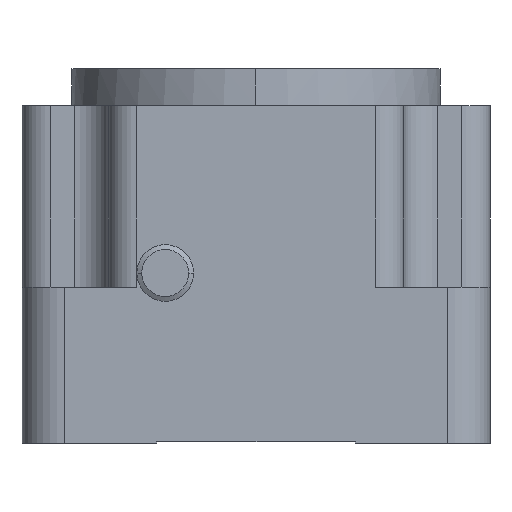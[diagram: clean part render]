
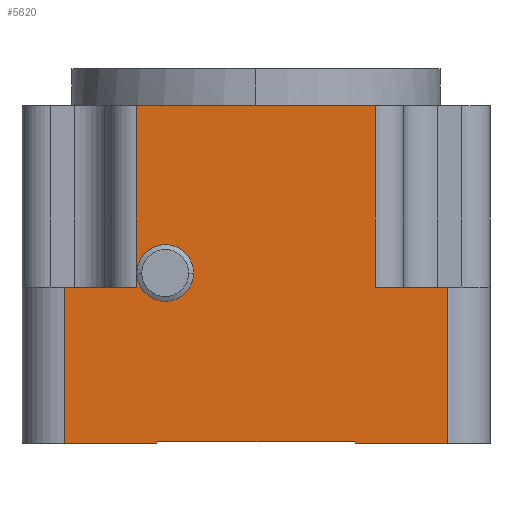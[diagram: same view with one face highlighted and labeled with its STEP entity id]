
A CAD part, left-side view. The second image highlights one B-rep face of the part: STEP entity #5620.
In plain terms, the highlighted planar face has unit normal (-1, 0, 0).
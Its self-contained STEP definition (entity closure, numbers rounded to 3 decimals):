
#32 = VERTEX_POINT ( 'NONE', #8502 ) ;
#226 = DIRECTION ( 'NONE',  ( 0., 1., 0. ) ) ;
#315 = DIRECTION ( 'NONE',  ( -1., 0., 0. ) ) ;
#345 = CARTESIAN_POINT ( 'NONE',  ( -82.5, 82.5, 119. ) ) ;
#390 = VERTEX_POINT ( 'NONE', #2195 ) ;
#519 = CARTESIAN_POINT ( 'NONE',  ( -82.5, -67.5, 0. ) ) ;
#576 = VECTOR ( 'NONE', #8322, 1000. ) ;
#666 = EDGE_CURVE ( 'NONE', #3719, #8083, #5158, .T. ) ;
#857 = LINE ( 'NONE', #8278, #576 ) ;
#879 = FACE_OUTER_BOUND ( 'NONE', #4721, .T. ) ;
#924 = FACE_BOUND ( 'NONE', #4675, .T. ) ;
#1053 = CARTESIAN_POINT ( 'NONE',  ( -82.5, 67.5, 55. ) ) ;
#1080 = ORIENTED_EDGE ( 'NONE', *, *, #1208, .T. ) ;
#1130 = EDGE_CURVE ( 'NONE', #7122, #6819, #7809, .T. ) ;
#1193 = CARTESIAN_POINT ( 'NONE',  ( -82.5, -67.5, 119. ) ) ;
#1208 = EDGE_CURVE ( 'NONE', #5927, #3533, #4975, .T. ) ;
#1280 = EDGE_CURVE ( 'NONE', #3533, #390, #5627, .T. ) ;
#1314 = CIRCLE ( 'NONE', #6879, 10. ) ;
#1368 = LINE ( 'NONE', #4410, #8001 ) ;
#1381 = LINE ( 'NONE', #5166, #3609 ) ;
#1398 = VERTEX_POINT ( 'NONE', #519 ) ;
#1456 = VERTEX_POINT ( 'NONE', #2618 ) ;
#1522 = CARTESIAN_POINT ( 'NONE',  ( -82.5, 42.298, 55. ) ) ;
#1555 = VECTOR ( 'NONE', #3489, 1000. ) ;
#1670 = DIRECTION ( 'NONE',  ( 0., 0., 1. ) ) ;
#1769 = CARTESIAN_POINT ( 'NONE',  ( -82.5, -35., 0. ) ) ;
#1785 = ORIENTED_EDGE ( 'NONE', *, *, #8210, .F. ) ;
#1972 = CARTESIAN_POINT ( 'NONE',  ( -82.5, -42., 119. ) ) ;
#2083 = VECTOR ( 'NONE', #6383, 1000. ) ;
#2117 = ORIENTED_EDGE ( 'NONE', *, *, #3157, .T. ) ;
#2176 = EDGE_CURVE ( 'NONE', #1456, #3023, #1381, .T. ) ;
#2195 = CARTESIAN_POINT ( 'NONE',  ( -82.5, 35., 0.5 ) ) ;
#2201 = LINE ( 'NONE', #4820, #3744 ) ;
#2427 = CARTESIAN_POINT ( 'NONE',  ( -82.5, 82.5, 119. ) ) ;
#2503 = VECTOR ( 'NONE', #9244, 1000. ) ;
#2612 = EDGE_CURVE ( 'NONE', #3436, #3023, #2993, .T. ) ;
#2618 = CARTESIAN_POINT ( 'NONE',  ( -82.5, 42.298, 119. ) ) ;
#2969 = ORIENTED_EDGE ( 'NONE', *, *, #1280, .T. ) ;
#2993 = LINE ( 'NONE', #6021, #7487 ) ;
#3023 = VERTEX_POINT ( 'NONE', #1522 ) ;
#3157 = EDGE_CURVE ( 'NONE', #7122, #8337, #6253, .T. ) ;
#3393 = DIRECTION ( 'NONE',  ( 0., 0., 1. ) ) ;
#3436 = VERTEX_POINT ( 'NONE', #1053 ) ;
#3489 = DIRECTION ( 'NONE',  ( 0., -1., 0. ) ) ;
#3533 = VERTEX_POINT ( 'NONE', #8916 ) ;
#3609 = VECTOR ( 'NONE', #5124, 1000. ) ;
#3719 = VERTEX_POINT ( 'NONE', #3893 ) ;
#3744 = VECTOR ( 'NONE', #8446, 1000. ) ;
#3779 = EDGE_CURVE ( 'NONE', #1398, #6819, #8748, .T. ) ;
#3831 = EDGE_CURVE ( 'NONE', #1456, #8337, #5582, .T. ) ;
#3893 = CARTESIAN_POINT ( 'NONE',  ( -82.5, -35., 0.5 ) ) ;
#3977 = PLANE ( 'NONE',  #7792 ) ;
#4410 = CARTESIAN_POINT ( 'NONE',  ( -82.5, 82.5, 0.5 ) ) ;
#4414 = CARTESIAN_POINT ( 'NONE',  ( -82.5, -35., 119. ) ) ;
#4557 = EDGE_CURVE ( 'NONE', #3436, #5927, #857, .T. ) ;
#4604 = VECTOR ( 'NONE', #7448, 1000. ) ;
#4675 = EDGE_LOOP ( 'NONE', ( #5518, #7833 ) ) ;
#4721 = EDGE_LOOP ( 'NONE', ( #1080, #2969, #1785, #7350, #5384, #7807, #6609, #2117, #9068, #7937, #7450, #7388 ) ) ;
#4820 = CARTESIAN_POINT ( 'NONE',  ( -82.5, 82.5, 0. ) ) ;
#4863 = DIRECTION ( 'NONE',  ( -1., 0., 0. ) ) ;
#4936 = CIRCLE ( 'NONE', #8910, 10. ) ;
#4975 = LINE ( 'NONE', #5779, #1555 ) ;
#5068 = CARTESIAN_POINT ( 'NONE',  ( -82.5, 32., 60. ) ) ;
#5124 = DIRECTION ( 'NONE',  ( 0., 0., -1. ) ) ;
#5158 = LINE ( 'NONE', #4414, #4604 ) ;
#5166 = CARTESIAN_POINT ( 'NONE',  ( -82.5, 42.298, 55. ) ) ;
#5272 = DIRECTION ( 'NONE',  ( 0., -1., 0. ) ) ;
#5384 = ORIENTED_EDGE ( 'NONE', *, *, #6753, .T. ) ;
#5455 = CARTESIAN_POINT ( 'NONE',  ( -82.5, -42., 55. ) ) ;
#5518 = ORIENTED_EDGE ( 'NONE', *, *, #5706, .F. ) ;
#5524 = CARTESIAN_POINT ( 'NONE',  ( -82.5, -67.5, 55. ) ) ;
#5536 = VERTEX_POINT ( 'NONE', #6173 ) ;
#5582 = LINE ( 'NONE', #345, #2083 ) ;
#5620 = ADVANCED_FACE ( 'NONE', ( #924, #879 ), #3977, .F. ) ;
#5627 = LINE ( 'NONE', #7907, #7775 ) ;
#5706 = EDGE_CURVE ( 'NONE', #5536, #32, #4936, .T. ) ;
#5779 = CARTESIAN_POINT ( 'NONE',  ( -82.5, 82.5, 0. ) ) ;
#5927 = VERTEX_POINT ( 'NONE', #8705 ) ;
#6021 = CARTESIAN_POINT ( 'NONE',  ( -82.5, 82.5, 55. ) ) ;
#6173 = CARTESIAN_POINT ( 'NONE',  ( -82.5, 22., 60. ) ) ;
#6206 = DIRECTION ( 'NONE',  ( 0., 1., 0. ) ) ;
#6253 = LINE ( 'NONE', #5455, #7040 ) ;
#6266 = DIRECTION ( 'NONE',  ( 1., 0., 0. ) ) ;
#6383 = DIRECTION ( 'NONE',  ( 0., -1., 0. ) ) ;
#6609 = ORIENTED_EDGE ( 'NONE', *, *, #1130, .F. ) ;
#6753 = EDGE_CURVE ( 'NONE', #8083, #1398, #2201, .T. ) ;
#6819 = VERTEX_POINT ( 'NONE', #5524 ) ;
#6879 = AXIS2_PLACEMENT_3D ( 'NONE', #8571, #315, #6206 ) ;
#7040 = VECTOR ( 'NONE', #1670, 1000. ) ;
#7122 = VERTEX_POINT ( 'NONE', #7554 ) ;
#7303 = DIRECTION ( 'NONE',  ( 0., 1., 0. ) ) ;
#7350 = ORIENTED_EDGE ( 'NONE', *, *, #666, .T. ) ;
#7388 = ORIENTED_EDGE ( 'NONE', *, *, #4557, .T. ) ;
#7448 = DIRECTION ( 'NONE',  ( 0., 0., -1. ) ) ;
#7450 = ORIENTED_EDGE ( 'NONE', *, *, #2612, .F. ) ;
#7487 = VECTOR ( 'NONE', #5272, 1000. ) ;
#7554 = CARTESIAN_POINT ( 'NONE',  ( -82.5, -42., 55. ) ) ;
#7627 = CARTESIAN_POINT ( 'NONE',  ( -82.5, 82.5, 55. ) ) ;
#7775 = VECTOR ( 'NONE', #8640, 1000. ) ;
#7792 = AXIS2_PLACEMENT_3D ( 'NONE', #2427, #6266, #226 ) ;
#7807 = ORIENTED_EDGE ( 'NONE', *, *, #3779, .T. ) ;
#7809 = LINE ( 'NONE', #7627, #2503 ) ;
#7833 = ORIENTED_EDGE ( 'NONE', *, *, #8709, .F. ) ;
#7907 = CARTESIAN_POINT ( 'NONE',  ( -82.5, 35., 119. ) ) ;
#7937 = ORIENTED_EDGE ( 'NONE', *, *, #2176, .T. ) ;
#8001 = VECTOR ( 'NONE', #8077, 1000. ) ;
#8077 = DIRECTION ( 'NONE',  ( 0., 1., 0. ) ) ;
#8083 = VERTEX_POINT ( 'NONE', #1769 ) ;
#8210 = EDGE_CURVE ( 'NONE', #3719, #390, #1368, .T. ) ;
#8278 = CARTESIAN_POINT ( 'NONE',  ( -82.5, 67.5, 119. ) ) ;
#8322 = DIRECTION ( 'NONE',  ( 0., 0., -1. ) ) ;
#8337 = VERTEX_POINT ( 'NONE', #1972 ) ;
#8446 = DIRECTION ( 'NONE',  ( 0., -1., 0. ) ) ;
#8502 = CARTESIAN_POINT ( 'NONE',  ( -82.5, 42., 60. ) ) ;
#8571 = CARTESIAN_POINT ( 'NONE',  ( -82.5, 32., 60. ) ) ;
#8640 = DIRECTION ( 'NONE',  ( 0., 0., 1. ) ) ;
#8705 = CARTESIAN_POINT ( 'NONE',  ( -82.5, 67.5, 0. ) ) ;
#8709 = EDGE_CURVE ( 'NONE', #32, #5536, #1314, .T. ) ;
#8748 = LINE ( 'NONE', #1193, #9519 ) ;
#8910 = AXIS2_PLACEMENT_3D ( 'NONE', #5068, #4863, #7303 ) ;
#8916 = CARTESIAN_POINT ( 'NONE',  ( -82.5, 35., 0. ) ) ;
#9068 = ORIENTED_EDGE ( 'NONE', *, *, #3831, .F. ) ;
#9244 = DIRECTION ( 'NONE',  ( 0., -1., 0. ) ) ;
#9519 = VECTOR ( 'NONE', #3393, 1000. ) ;
